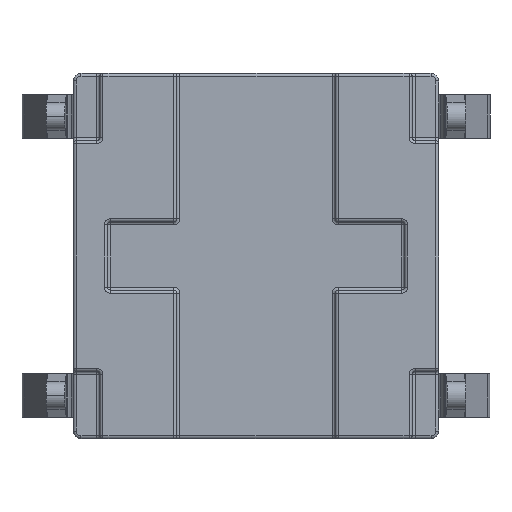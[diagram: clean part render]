
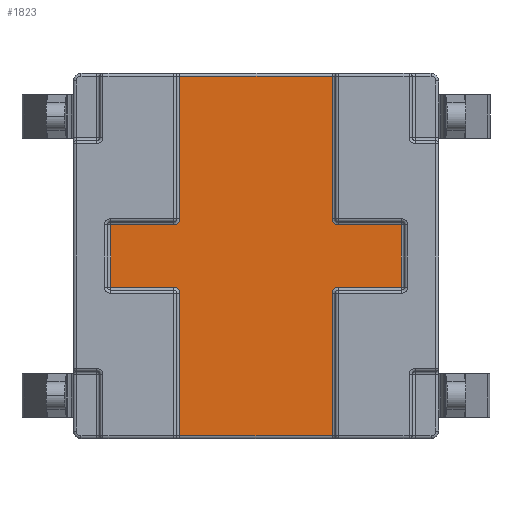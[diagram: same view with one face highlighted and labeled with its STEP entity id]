
A CAD part, front view. The second image highlights one B-rep face of the part: STEP entity #1823.
In plain terms, the highlighted planar face has unit normal (0, -1, 0).
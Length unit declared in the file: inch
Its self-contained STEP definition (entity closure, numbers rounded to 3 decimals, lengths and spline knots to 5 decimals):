
#76 = CARTESIAN_POINT ( 'NONE',  ( 0.04925, 0.022, 0.11625 ) ) ;
#94 = AXIS2_PLACEMENT_3D ( 'NONE', #1277, #8460, #4550 ) ;
#137 = CARTESIAN_POINT ( 'NONE',  ( 0.11825, 0.022, 0.02008 ) ) ;
#144 = VERTEX_POINT ( 'NONE', #1216 ) ;
#228 = LINE ( 'NONE', #5226, #7372 ) ;
#233 = ORIENTED_EDGE ( 'NONE', *, *, #780, .T. ) ;
#268 = CARTESIAN_POINT ( 'NONE',  ( -0.04925, 0.022, 0.02408 ) ) ;
#375 = LINE ( 'NONE', #2272, #3050 ) ;
#379 = EDGE_CURVE ( 'NONE', #4786, #8022, #375, .T. ) ;
#452 = CARTESIAN_POINT ( 'NONE',  ( 0.09411, 0.022, 0.02008 ) ) ;
#482 = CARTESIAN_POINT ( 'NONE',  ( 0.11825, 0.022, -0.02008 ) ) ;
#579 = DIRECTION ( 'NONE',  ( 1., 0., 0. ) ) ;
#655 = LINE ( 'NONE', #822, #7181 ) ;
#714 = DIRECTION ( 'NONE',  ( 0., 0., -1. ) ) ;
#764 = DIRECTION ( 'NONE',  ( 0., 0., -1. ) ) ;
#780 = EDGE_CURVE ( 'NONE', #6377, #781, #2371, .T. ) ;
#781 = VERTEX_POINT ( 'NONE', #7654 ) ;
#801 = CARTESIAN_POINT ( 'NONE',  ( 0.11825, 0.022, -0.11825 ) ) ;
#822 = CARTESIAN_POINT ( 'NONE',  ( -0.09411, 0.022, -0.11825 ) ) ;
#914 = EDGE_CURVE ( 'NONE', #5707, #2834, #9400, .T. ) ;
#937 = LINE ( 'NONE', #482, #10101 ) ;
#1014 = CARTESIAN_POINT ( 'NONE',  ( 0.05325, 0.022, 0.02008 ) ) ;
#1057 = VERTEX_POINT ( 'NONE', #9975 ) ;
#1216 = CARTESIAN_POINT ( 'NONE',  ( -0.09411, 0.022, 0.02008 ) ) ;
#1277 = CARTESIAN_POINT ( 'NONE',  ( -0.05325, 0.022, 0.02408 ) ) ;
#1363 = EDGE_CURVE ( 'NONE', #9494, #781, #7510, .T. ) ;
#1695 = ORIENTED_EDGE ( 'NONE', *, *, #3417, .T. ) ;
#1725 = VECTOR ( 'NONE', #6831, 39.37008 ) ;
#1727 = AXIS2_PLACEMENT_3D ( 'NONE', #7264, #3309, #6476 ) ;
#1764 = VERTEX_POINT ( 'NONE', #268 ) ;
#1823 = ADVANCED_FACE ( 'NONE', ( #8853 ), #9524, .T. ) ;
#2010 = CARTESIAN_POINT ( 'NONE',  ( 0.11825, 0.022, -0.02008 ) ) ;
#2063 = VERTEX_POINT ( 'NONE', #2560 ) ;
#2272 = CARTESIAN_POINT ( 'NONE',  ( 0.04925, 0.022, -0.11825 ) ) ;
#2352 = LINE ( 'NONE', #2775, #1725 ) ;
#2371 = LINE ( 'NONE', #2010, #5061 ) ;
#2528 = VERTEX_POINT ( 'NONE', #1014 ) ;
#2548 = EDGE_CURVE ( 'NONE', #9494, #5707, #9573, .T. ) ;
#2560 = CARTESIAN_POINT ( 'NONE',  ( -0.04925, 0.022, 0.11625 ) ) ;
#2620 = EDGE_LOOP ( 'NONE', ( #5945, #10375, #1695, #233, #3598, #3593, #4779, #8782, #4601, #4909, #10371, #3784, #10008, #10287, #6767, #8476 ) ) ;
#2655 = LINE ( 'NONE', #4208, #9146 ) ;
#2775 = CARTESIAN_POINT ( 'NONE',  ( 0.04925, 0.022, -0.11825 ) ) ;
#2796 = CARTESIAN_POINT ( 'NONE',  ( 0.09411, 0.022, -0.02008 ) ) ;
#2834 = VERTEX_POINT ( 'NONE', #6495 ) ;
#2938 = CARTESIAN_POINT ( 'NONE',  ( -0.04925, 0.022, -0.02408 ) ) ;
#2952 = CARTESIAN_POINT ( 'NONE',  ( 0.04925, 0.022, -0.02408 ) ) ;
#2995 = EDGE_CURVE ( 'NONE', #6302, #2528, #8815, .T. ) ;
#3003 = AXIS2_PLACEMENT_3D ( 'NONE', #3037, #8594, #9415 ) ;
#3037 = CARTESIAN_POINT ( 'NONE',  ( -0.05325, 0.022, -0.02408 ) ) ;
#3050 = VECTOR ( 'NONE', #5535, 39.37008 ) ;
#3115 = CARTESIAN_POINT ( 'NONE',  ( 0.04925, 0.022, 0.02408 ) ) ;
#3213 = AXIS2_PLACEMENT_3D ( 'NONE', #801, #7983, #764 ) ;
#3309 = DIRECTION ( 'NONE',  ( 0., -1., 0. ) ) ;
#3417 = EDGE_CURVE ( 'NONE', #144, #6377, #655, .T. ) ;
#3441 = DIRECTION ( 'NONE',  ( 0., 0., -1. ) ) ;
#3593 = ORIENTED_EDGE ( 'NONE', *, *, #2548, .T. ) ;
#3598 = ORIENTED_EDGE ( 'NONE', *, *, #1363, .F. ) ;
#3601 = VECTOR ( 'NONE', #6602, 39.37008 ) ;
#3784 = ORIENTED_EDGE ( 'NONE', *, *, #2995, .T. ) ;
#3811 = CIRCLE ( 'NONE', #94, 0.004 ) ;
#3947 = CARTESIAN_POINT ( 'NONE',  ( 0.09411, 0.022, -0.11825 ) ) ;
#4035 = DIRECTION ( 'NONE',  ( 0., 0., 1. ) ) ;
#4088 = LINE ( 'NONE', #7487, #6941 ) ;
#4200 = DIRECTION ( 'NONE',  ( 0., 0., -1. ) ) ;
#4208 = CARTESIAN_POINT ( 'NONE',  ( 0.11825, 0.022, 0.02008 ) ) ;
#4390 = LINE ( 'NONE', #3947, #5893 ) ;
#4417 = VERTEX_POINT ( 'NONE', #6730 ) ;
#4525 = EDGE_CURVE ( 'NONE', #2063, #1764, #4088, .T. ) ;
#4550 = DIRECTION ( 'NONE',  ( 0., 0., -1. ) ) ;
#4601 = ORIENTED_EDGE ( 'NONE', *, *, #7977, .F. ) ;
#4631 = VECTOR ( 'NONE', #3441, 39.37008 ) ;
#4779 = ORIENTED_EDGE ( 'NONE', *, *, #914, .T. ) ;
#4786 = VERTEX_POINT ( 'NONE', #3115 ) ;
#4909 = ORIENTED_EDGE ( 'NONE', *, *, #9937, .T. ) ;
#4933 = VECTOR ( 'NONE', #579, 39.37008 ) ;
#5061 = VECTOR ( 'NONE', #9248, 39.37008 ) ;
#5141 = EDGE_CURVE ( 'NONE', #4417, #144, #2655, .T. ) ;
#5188 = DIRECTION ( 'NONE',  ( -1., 0., 0. ) ) ;
#5226 = CARTESIAN_POINT ( 'NONE',  ( -0.05125, 0.022, 0.11625 ) ) ;
#5457 = EDGE_CURVE ( 'NONE', #4786, #2528, #6047, .T. ) ;
#5535 = DIRECTION ( 'NONE',  ( 0., 0., 1. ) ) ;
#5564 = DIRECTION ( 'NONE',  ( 0., -1., 0. ) ) ;
#5707 = VERTEX_POINT ( 'NONE', #9773 ) ;
#5784 = EDGE_CURVE ( 'NONE', #8022, #2063, #228, .T. ) ;
#5893 = VECTOR ( 'NONE', #4035, 39.37008 ) ;
#5945 = ORIENTED_EDGE ( 'NONE', *, *, #8218, .F. ) ;
#6047 = CIRCLE ( 'NONE', #6457, 0.004 ) ;
#6302 = VERTEX_POINT ( 'NONE', #452 ) ;
#6377 = VERTEX_POINT ( 'NONE', #9281 ) ;
#6453 = DIRECTION ( 'NONE',  ( 0., 0., -1. ) ) ;
#6457 = AXIS2_PLACEMENT_3D ( 'NONE', #8715, #5564, #714 ) ;
#6476 = DIRECTION ( 'NONE',  ( 0., 0., -1. ) ) ;
#6495 = CARTESIAN_POINT ( 'NONE',  ( 0.04925, 0.022, -0.11625 ) ) ;
#6529 = DIRECTION ( 'NONE',  ( -1., 0., 0. ) ) ;
#6602 = DIRECTION ( 'NONE',  ( -1., 0., 0. ) ) ;
#6730 = CARTESIAN_POINT ( 'NONE',  ( -0.05325, 0.022, 0.02008 ) ) ;
#6767 = ORIENTED_EDGE ( 'NONE', *, *, #5784, .T. ) ;
#6831 = DIRECTION ( 'NONE',  ( 0., 0., 1. ) ) ;
#6917 = DIRECTION ( 'NONE',  ( 1., 0., 0. ) ) ;
#6941 = VECTOR ( 'NONE', #4200, 39.37008 ) ;
#7181 = VECTOR ( 'NONE', #6453, 39.37008 ) ;
#7264 = CARTESIAN_POINT ( 'NONE',  ( 0.05325, 0.022, -0.02408 ) ) ;
#7334 = VERTEX_POINT ( 'NONE', #2796 ) ;
#7372 = VECTOR ( 'NONE', #5188, 39.37008 ) ;
#7383 = CIRCLE ( 'NONE', #1727, 0.004 ) ;
#7487 = CARTESIAN_POINT ( 'NONE',  ( -0.04925, 0.022, -0.11825 ) ) ;
#7510 = CIRCLE ( 'NONE', #3003, 0.004 ) ;
#7654 = CARTESIAN_POINT ( 'NONE',  ( -0.05325, 0.022, -0.02008 ) ) ;
#7977 = EDGE_CURVE ( 'NONE', #1057, #10173, #7383, .T. ) ;
#7983 = DIRECTION ( 'NONE',  ( 0., -1., 0. ) ) ;
#8022 = VERTEX_POINT ( 'NONE', #76 ) ;
#8201 = CARTESIAN_POINT ( 'NONE',  ( -0.04925, 0.022, -0.11825 ) ) ;
#8218 = EDGE_CURVE ( 'NONE', #4417, #1764, #3811, .T. ) ;
#8460 = DIRECTION ( 'NONE',  ( 0., -1., 0. ) ) ;
#8476 = ORIENTED_EDGE ( 'NONE', *, *, #4525, .T. ) ;
#8594 = DIRECTION ( 'NONE',  ( 0., -1., 0. ) ) ;
#8715 = CARTESIAN_POINT ( 'NONE',  ( 0.05325, 0.022, 0.02408 ) ) ;
#8782 = ORIENTED_EDGE ( 'NONE', *, *, #8850, .T. ) ;
#8815 = LINE ( 'NONE', #137, #3601 ) ;
#8850 = EDGE_CURVE ( 'NONE', #2834, #10173, #2352, .T. ) ;
#8853 = FACE_OUTER_BOUND ( 'NONE', #2620, .T. ) ;
#9146 = VECTOR ( 'NONE', #6529, 39.37008 ) ;
#9248 = DIRECTION ( 'NONE',  ( 1., 0., 0. ) ) ;
#9281 = CARTESIAN_POINT ( 'NONE',  ( -0.09411, 0.022, -0.02008 ) ) ;
#9345 = CARTESIAN_POINT ( 'NONE',  ( 0.05125, 0.022, -0.11625 ) ) ;
#9400 = LINE ( 'NONE', #9345, #4933 ) ;
#9415 = DIRECTION ( 'NONE',  ( 0., 0., -1. ) ) ;
#9494 = VERTEX_POINT ( 'NONE', #2938 ) ;
#9524 = PLANE ( 'NONE',  #3213 ) ;
#9573 = LINE ( 'NONE', #8201, #4631 ) ;
#9682 = EDGE_CURVE ( 'NONE', #7334, #6302, #4390, .T. ) ;
#9773 = CARTESIAN_POINT ( 'NONE',  ( -0.04925, 0.022, -0.11625 ) ) ;
#9937 = EDGE_CURVE ( 'NONE', #1057, #7334, #937, .T. ) ;
#9975 = CARTESIAN_POINT ( 'NONE',  ( 0.05325, 0.022, -0.02008 ) ) ;
#10008 = ORIENTED_EDGE ( 'NONE', *, *, #5457, .F. ) ;
#10101 = VECTOR ( 'NONE', #6917, 39.37008 ) ;
#10173 = VERTEX_POINT ( 'NONE', #2952 ) ;
#10287 = ORIENTED_EDGE ( 'NONE', *, *, #379, .T. ) ;
#10371 = ORIENTED_EDGE ( 'NONE', *, *, #9682, .T. ) ;
#10375 = ORIENTED_EDGE ( 'NONE', *, *, #5141, .T. ) ;
